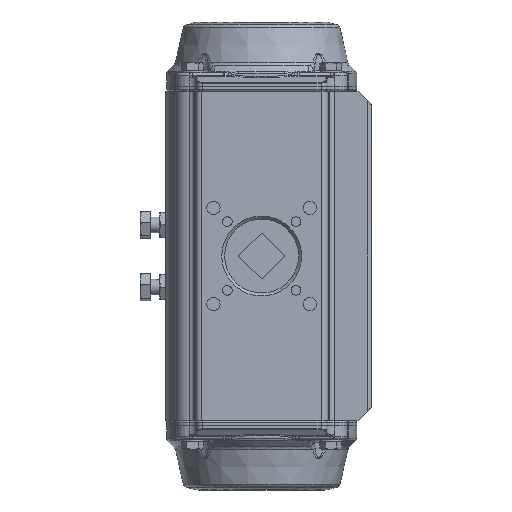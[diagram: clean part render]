
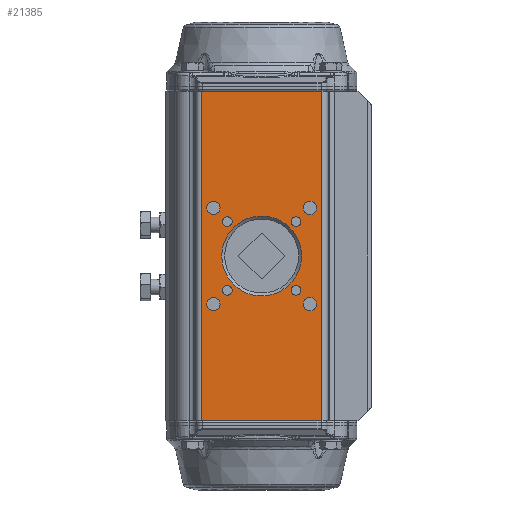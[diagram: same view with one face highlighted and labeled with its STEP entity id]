
A CAD part, front view. The second image highlights one B-rep face of the part: STEP entity #21385.
In plain terms, the highlighted planar face has unit normal (0, -1, 0).
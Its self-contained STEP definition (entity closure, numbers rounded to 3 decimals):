
#1352=FACE_BOUND('',#5928,.T.);
#1353=FACE_BOUND('',#5929,.T.);
#1354=FACE_BOUND('',#5930,.T.);
#1355=FACE_BOUND('',#5931,.T.);
#1356=FACE_BOUND('',#5932,.T.);
#1357=FACE_BOUND('',#5933,.T.);
#1358=FACE_BOUND('',#5934,.T.);
#1359=FACE_BOUND('',#5935,.T.);
#1360=FACE_BOUND('',#5936,.T.);
#1633=LINE('',#31523,#2971);
#1634=LINE('',#31525,#2972);
#1635=LINE('',#31527,#2973);
#1636=LINE('',#31528,#2974);
#2971=VECTOR('',#25317,10.);
#2972=VECTOR('',#25318,10.);
#2973=VECTOR('',#25319,10.);
#2974=VECTOR('',#25320,10.);
#4555=FACE_OUTER_BOUND('',#5927,.T.);
#5927=EDGE_LOOP('',(#14034,#14035,#14036,#14037));
#5928=EDGE_LOOP('',(#14038,#14039));
#5929=EDGE_LOOP('',(#14040,#14041));
#5930=EDGE_LOOP('',(#14042,#14043));
#5931=EDGE_LOOP('',(#14044,#14045));
#5932=EDGE_LOOP('',(#14046,#14047));
#5933=EDGE_LOOP('',(#14048,#14049));
#5934=EDGE_LOOP('',(#14050,#14051));
#5935=EDGE_LOOP('',(#14052,#14053));
#5936=EDGE_LOOP('',(#14054));
#7326=CIRCLE('',#22769,2.5);
#7327=CIRCLE('',#22770,2.5);
#7330=CIRCLE('',#22775,3.4);
#7331=CIRCLE('',#22776,3.4);
#7334=CIRCLE('',#22781,2.5);
#7335=CIRCLE('',#22782,2.5);
#7338=CIRCLE('',#22787,3.4);
#7339=CIRCLE('',#22788,3.4);
#7342=CIRCLE('',#22793,2.5);
#7343=CIRCLE('',#22794,2.5);
#7346=CIRCLE('',#22799,3.4);
#7347=CIRCLE('',#22800,3.4);
#7350=CIRCLE('',#22805,20.5);
#7355=CIRCLE('',#22812,3.4);
#7356=CIRCLE('',#22813,3.4);
#7357=CIRCLE('',#22814,2.5);
#7358=CIRCLE('',#22815,2.5);
#8438=VERTEX_POINT('',#31441);
#8439=VERTEX_POINT('',#31442);
#8442=VERTEX_POINT('',#31452);
#8443=VERTEX_POINT('',#31453);
#8446=VERTEX_POINT('',#31463);
#8447=VERTEX_POINT('',#31464);
#8450=VERTEX_POINT('',#31474);
#8451=VERTEX_POINT('',#31475);
#8454=VERTEX_POINT('',#31485);
#8455=VERTEX_POINT('',#31486);
#8458=VERTEX_POINT('',#31496);
#8459=VERTEX_POINT('',#31497);
#8462=VERTEX_POINT('',#31507);
#8467=VERTEX_POINT('',#31521);
#8468=VERTEX_POINT('',#31522);
#8469=VERTEX_POINT('',#31524);
#8470=VERTEX_POINT('',#31526);
#8471=VERTEX_POINT('',#31529);
#8472=VERTEX_POINT('',#31530);
#8473=VERTEX_POINT('',#31533);
#8474=VERTEX_POINT('',#31534);
#10542=EDGE_CURVE('',#8438,#8439,#7326,.T.);
#10543=EDGE_CURVE('',#8439,#8438,#7327,.T.);
#10547=EDGE_CURVE('',#8442,#8443,#7330,.T.);
#10548=EDGE_CURVE('',#8443,#8442,#7331,.T.);
#10552=EDGE_CURVE('',#8446,#8447,#7334,.T.);
#10553=EDGE_CURVE('',#8447,#8446,#7335,.T.);
#10557=EDGE_CURVE('',#8450,#8451,#7338,.T.);
#10558=EDGE_CURVE('',#8451,#8450,#7339,.T.);
#10562=EDGE_CURVE('',#8454,#8455,#7342,.T.);
#10563=EDGE_CURVE('',#8455,#8454,#7343,.T.);
#10567=EDGE_CURVE('',#8458,#8459,#7346,.T.);
#10568=EDGE_CURVE('',#8459,#8458,#7347,.T.);
#10572=EDGE_CURVE('',#8462,#8462,#7350,.T.);
#10579=EDGE_CURVE('',#8467,#8468,#1633,.T.);
#10580=EDGE_CURVE('',#8469,#8468,#1634,.T.);
#10581=EDGE_CURVE('',#8469,#8470,#1635,.T.);
#10582=EDGE_CURVE('',#8467,#8470,#1636,.T.);
#10583=EDGE_CURVE('',#8471,#8472,#7355,.T.);
#10584=EDGE_CURVE('',#8472,#8471,#7356,.T.);
#10585=EDGE_CURVE('',#8473,#8474,#7357,.T.);
#10586=EDGE_CURVE('',#8474,#8473,#7358,.T.);
#14034=ORIENTED_EDGE('',*,*,#10579,.T.);
#14035=ORIENTED_EDGE('',*,*,#10580,.F.);
#14036=ORIENTED_EDGE('',*,*,#10581,.T.);
#14037=ORIENTED_EDGE('',*,*,#10582,.F.);
#14038=ORIENTED_EDGE('',*,*,#10542,.T.);
#14039=ORIENTED_EDGE('',*,*,#10543,.T.);
#14040=ORIENTED_EDGE('',*,*,#10547,.T.);
#14041=ORIENTED_EDGE('',*,*,#10548,.T.);
#14042=ORIENTED_EDGE('',*,*,#10552,.T.);
#14043=ORIENTED_EDGE('',*,*,#10553,.T.);
#14044=ORIENTED_EDGE('',*,*,#10557,.T.);
#14045=ORIENTED_EDGE('',*,*,#10558,.T.);
#14046=ORIENTED_EDGE('',*,*,#10562,.T.);
#14047=ORIENTED_EDGE('',*,*,#10563,.T.);
#14048=ORIENTED_EDGE('',*,*,#10567,.T.);
#14049=ORIENTED_EDGE('',*,*,#10568,.T.);
#14050=ORIENTED_EDGE('',*,*,#10583,.T.);
#14051=ORIENTED_EDGE('',*,*,#10584,.T.);
#14052=ORIENTED_EDGE('',*,*,#10585,.T.);
#14053=ORIENTED_EDGE('',*,*,#10586,.T.);
#14054=ORIENTED_EDGE('',*,*,#10572,.F.);
#20829=PLANE('',#22811);
#21385=ADVANCED_FACE('',(#4555,#1352,#1353,#1354,#1355,#1356,#1357,#1358,
#1359,#1360),#20829,.T.);
#22769=AXIS2_PLACEMENT_3D('',#31443,#25223,#25224);
#22770=AXIS2_PLACEMENT_3D('',#31444,#25225,#25226);
#22775=AXIS2_PLACEMENT_3D('',#31454,#25236,#25237);
#22776=AXIS2_PLACEMENT_3D('',#31455,#25238,#25239);
#22781=AXIS2_PLACEMENT_3D('',#31465,#25249,#25250);
#22782=AXIS2_PLACEMENT_3D('',#31466,#25251,#25252);
#22787=AXIS2_PLACEMENT_3D('',#31476,#25262,#25263);
#22788=AXIS2_PLACEMENT_3D('',#31477,#25264,#25265);
#22793=AXIS2_PLACEMENT_3D('',#31487,#25275,#25276);
#22794=AXIS2_PLACEMENT_3D('',#31488,#25277,#25278);
#22799=AXIS2_PLACEMENT_3D('',#31498,#25288,#25289);
#22800=AXIS2_PLACEMENT_3D('',#31499,#25290,#25291);
#22805=AXIS2_PLACEMENT_3D('',#31508,#25301,#25302);
#22811=AXIS2_PLACEMENT_3D('',#31520,#25315,#25316);
#22812=AXIS2_PLACEMENT_3D('',#31531,#25321,#25322);
#22813=AXIS2_PLACEMENT_3D('',#31532,#25323,#25324);
#22814=AXIS2_PLACEMENT_3D('',#31535,#25325,#25326);
#22815=AXIS2_PLACEMENT_3D('',#31536,#25327,#25328);
#25223=DIRECTION('center_axis',(0.,1.,0.));
#25224=DIRECTION('ref_axis',(0.,0.,-1.));
#25225=DIRECTION('center_axis',(0.,1.,0.));
#25226=DIRECTION('ref_axis',(0.,0.,-1.));
#25236=DIRECTION('center_axis',(0.,1.,0.));
#25237=DIRECTION('ref_axis',(0.,0.,-1.));
#25238=DIRECTION('center_axis',(0.,1.,0.));
#25239=DIRECTION('ref_axis',(0.,0.,-1.));
#25249=DIRECTION('center_axis',(0.,1.,0.));
#25250=DIRECTION('ref_axis',(-1.,0.,0.));
#25251=DIRECTION('center_axis',(0.,1.,0.));
#25252=DIRECTION('ref_axis',(-1.,0.,0.));
#25262=DIRECTION('center_axis',(0.,1.,0.));
#25263=DIRECTION('ref_axis',(-1.,0.,0.));
#25264=DIRECTION('center_axis',(0.,1.,0.));
#25265=DIRECTION('ref_axis',(-1.,0.,0.));
#25275=DIRECTION('center_axis',(0.,1.,0.));
#25276=DIRECTION('ref_axis',(0.,0.,1.));
#25277=DIRECTION('center_axis',(0.,1.,0.));
#25278=DIRECTION('ref_axis',(0.,0.,1.));
#25288=DIRECTION('center_axis',(0.,1.,0.));
#25289=DIRECTION('ref_axis',(0.,0.,1.));
#25290=DIRECTION('center_axis',(0.,1.,0.));
#25291=DIRECTION('ref_axis',(0.,0.,1.));
#25301=DIRECTION('center_axis',(0.,-1.,0.));
#25302=DIRECTION('ref_axis',(-1.,0.,0.));
#25315=DIRECTION('center_axis',(0.,-1.,0.));
#25316=DIRECTION('ref_axis',(0.,0.,-1.));
#25317=DIRECTION('',(-1.,0.,0.));
#25318=DIRECTION('',(0.,0.,1.));
#25319=DIRECTION('',(1.,0.,0.));
#25320=DIRECTION('',(0.,0.,-1.));
#25321=DIRECTION('center_axis',(0.,1.,0.));
#25322=DIRECTION('ref_axis',(1.,0.,0.));
#25323=DIRECTION('center_axis',(0.,1.,0.));
#25324=DIRECTION('ref_axis',(1.,0.,0.));
#25325=DIRECTION('center_axis',(0.,1.,0.));
#25326=DIRECTION('ref_axis',(1.,0.,0.));
#25327=DIRECTION('center_axis',(0.,1.,0.));
#25328=DIRECTION('ref_axis',(1.,0.,0.));
#31441=CARTESIAN_POINT('',(-17.678,-57.5,64.522));
#31442=CARTESIAN_POINT('',(-17.678,-57.5,69.522));
#31443=CARTESIAN_POINT('Origin',(-17.678,-57.5,67.022));
#31444=CARTESIAN_POINT('Origin',(-17.678,-57.5,67.022));
#31452=CARTESIAN_POINT('',(-24.749,-57.5,56.551));
#31453=CARTESIAN_POINT('',(-24.749,-57.5,63.351));
#31454=CARTESIAN_POINT('Origin',(-24.749,-57.5,59.951));
#31455=CARTESIAN_POINT('Origin',(-24.749,-57.5,59.951));
#31463=CARTESIAN_POINT('',(-20.178,-57.5,102.378));
#31464=CARTESIAN_POINT('',(-15.178,-57.5,102.378));
#31465=CARTESIAN_POINT('Origin',(-17.678,-57.5,102.378));
#31466=CARTESIAN_POINT('Origin',(-17.678,-57.5,102.378));
#31474=CARTESIAN_POINT('',(-28.149,-57.5,109.449));
#31475=CARTESIAN_POINT('',(-21.349,-57.5,109.449));
#31476=CARTESIAN_POINT('Origin',(-24.749,-57.5,109.449));
#31477=CARTESIAN_POINT('Origin',(-24.749,-57.5,109.449));
#31485=CARTESIAN_POINT('',(17.678,-57.5,104.878));
#31486=CARTESIAN_POINT('',(17.678,-57.5,99.878));
#31487=CARTESIAN_POINT('Origin',(17.678,-57.5,102.378));
#31488=CARTESIAN_POINT('Origin',(17.678,-57.5,102.378));
#31496=CARTESIAN_POINT('',(24.749,-57.5,112.849));
#31497=CARTESIAN_POINT('',(24.749,-57.5,106.049));
#31498=CARTESIAN_POINT('Origin',(24.749,-57.5,109.449));
#31499=CARTESIAN_POINT('Origin',(24.749,-57.5,109.449));
#31507=CARTESIAN_POINT('',(20.5,-57.5,84.7));
#31508=CARTESIAN_POINT('Origin',(0.,-57.5,84.7));
#31520=CARTESIAN_POINT('Origin',(34.,-57.5,0.));
#31521=CARTESIAN_POINT('',(31.,-57.5,169.4));
#31522=CARTESIAN_POINT('',(-31.,-57.5,169.4));
#31523=CARTESIAN_POINT('',(19.084,-57.5,169.4));
#31524=CARTESIAN_POINT('',(-31.,-57.5,0.));
#31525=CARTESIAN_POINT('',(-31.,-57.5,0.));
#31526=CARTESIAN_POINT('',(31.,-57.5,0.));
#31527=CARTESIAN_POINT('',(-34.,-57.5,0.));
#31528=CARTESIAN_POINT('',(31.,-57.5,0.));
#31529=CARTESIAN_POINT('',(28.149,-57.5,59.951));
#31530=CARTESIAN_POINT('',(21.349,-57.5,59.951));
#31531=CARTESIAN_POINT('Origin',(24.749,-57.5,59.951));
#31532=CARTESIAN_POINT('Origin',(24.749,-57.5,59.951));
#31533=CARTESIAN_POINT('',(20.178,-57.5,67.022));
#31534=CARTESIAN_POINT('',(15.178,-57.5,67.022));
#31535=CARTESIAN_POINT('Origin',(17.678,-57.5,67.022));
#31536=CARTESIAN_POINT('Origin',(17.678,-57.5,67.022));
